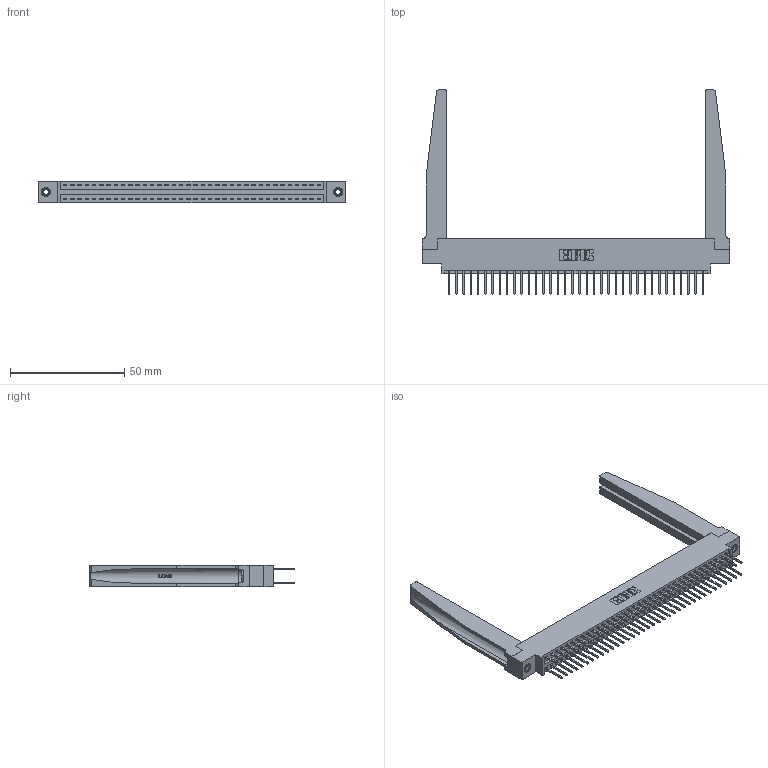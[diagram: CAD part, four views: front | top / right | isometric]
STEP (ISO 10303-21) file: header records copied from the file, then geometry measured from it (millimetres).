
FILE_DESCRIPTION (( 'STEP AP203' ), '1' );
FILE_NAME ('396-072-526-878.STEP', '2019-11-02T11:12:18', ( '' ), ( '' ), 'SwSTEP 2.0', 'SolidWorks 2016', '' );
FILE_SCHEMA (( 'CONFIG_CONTROL_DESIGN' ));
Length unit declared in the file: inch
Products named in the file (5): 396-072-526-878; 346 Part_0.170 Offset - 0.156 Dia-TH; 345-292-001_345-293-126; 346-220-078_345-220-078; 345-250-001_345-250-001-102
Assembly tree (77 placements, depth 2):
  396-072-526-878
    346 Part_0.170 Offset - 0.156 Dia-TH
    345-292-001_345-293-126  x72
    346-220-078_345-220-078  x2
    345-250-001_345-250-001-102  x2
Bounding box: 134.87 x 89.41 x 9.4 mm (x, y, z)
Volume: 19977.6 mm3; surface area: 25115.2 mm2
Topology: 77 solids, 77 shells, 4104 faces, 12109 edges, 7966 vertices
Faces by surface type: plane 2742, cylinder 1310, bspline 36, cone 12, torus 4
Entity records: 29200 total; most frequent: CARTESIAN_POINT 5759, ORIENTED_EDGE 4582, DIRECTION 4113, EDGE_CURVE 2291, LINE 1921, VECTOR 1921, VERTEX_POINT 1520, AXIS2_PLACEMENT_3D 1096
